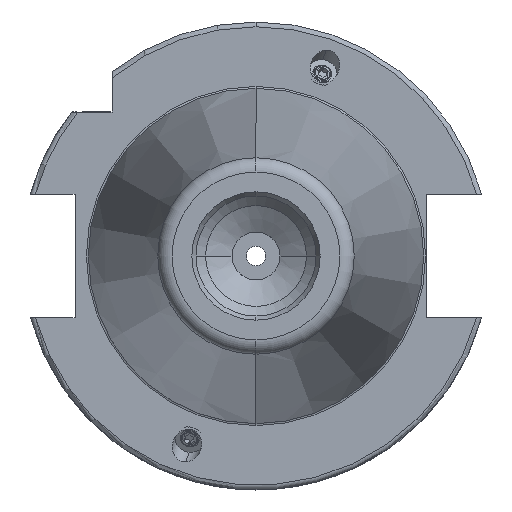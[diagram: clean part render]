
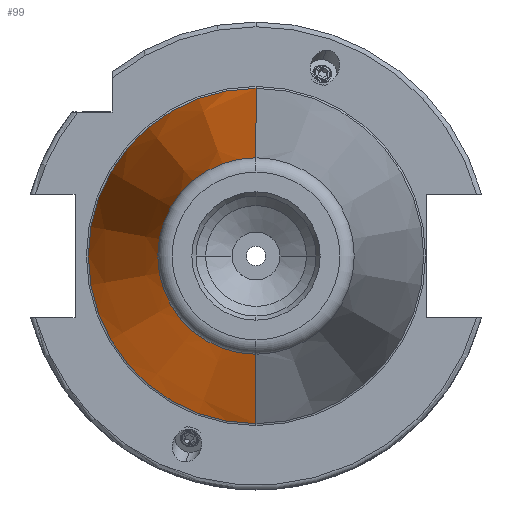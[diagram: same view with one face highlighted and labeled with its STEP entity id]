
A CAD part, left-side view. The second image highlights one B-rep face of the part: STEP entity #99.
In plain terms, the highlighted conical face has half-angle 8.297 degrees and reference radius 34.925 mm.
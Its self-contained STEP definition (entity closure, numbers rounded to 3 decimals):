
#99 = ADVANCED_FACE ( 'NONE', ( #2855 ), #8577, .T. ) ;
#334 = VERTEX_POINT ( 'NONE', #4229 ) ;
#848 = CARTESIAN_POINT ( 'NONE',  ( -99.183, -20.461, 0. ) ) ;
#2062 = EDGE_CURVE ( 'NONE', #8585, #334, #3835, .T. ) ;
#2380 = VECTOR ( 'NONE', #6204, 1000. ) ;
#2438 = VECTOR ( 'NONE', #2859, 1000. ) ;
#2855 = FACE_OUTER_BOUND ( 'NONE', #6646, .T. ) ;
#2859 = DIRECTION ( 'NONE',  ( 0.99, 0.144, 0. ) ) ;
#2944 = CARTESIAN_POINT ( 'NONE',  ( 0., 0., 0. ) ) ;
#2973 = DIRECTION ( 'NONE',  ( -1., 0., 0. ) ) ;
#3296 = ORIENTED_EDGE ( 'NONE', *, *, #7995, .T. ) ;
#3556 = CARTESIAN_POINT ( 'NONE',  ( 0., 34.925, 0. ) ) ;
#3719 = DIRECTION ( 'NONE',  ( -1., 0., 0. ) ) ;
#3835 = LINE ( 'NONE', #6988, #2380 ) ;
#4229 = CARTESIAN_POINT ( 'NONE',  ( 0., -34.925, 0. ) ) ;
#4271 = CARTESIAN_POINT ( 'NONE',  ( 0., 34.925, 0. ) ) ;
#4330 = CARTESIAN_POINT ( 'NONE',  ( 0., 0., 0. ) ) ;
#5115 = CARTESIAN_POINT ( 'NONE',  ( -99.183, 0., 0. ) ) ;
#5466 = AXIS2_PLACEMENT_3D ( 'NONE', #2944, #5916, #8330 ) ;
#5614 = VERTEX_POINT ( 'NONE', #9080 ) ;
#5626 = AXIS2_PLACEMENT_3D ( 'NONE', #5115, #3719, #6874 ) ;
#5895 = DIRECTION ( 'NONE',  ( 0., -1., 0. ) ) ;
#5916 = DIRECTION ( 'NONE',  ( 1., 0., 0. ) ) ;
#6204 = DIRECTION ( 'NONE',  ( 0.99, -0.144, 0. ) ) ;
#6579 = AXIS2_PLACEMENT_3D ( 'NONE', #4330, #2973, #5895 ) ;
#6646 = EDGE_LOOP ( 'NONE', ( #7549, #10025, #3296, #8511 ) ) ;
#6874 = DIRECTION ( 'NONE',  ( 0., -1., 0. ) ) ;
#6892 = VERTEX_POINT ( 'NONE', #4271 ) ;
#6988 = CARTESIAN_POINT ( 'NONE',  ( 0., -34.925, 0. ) ) ;
#7549 = ORIENTED_EDGE ( 'NONE', *, *, #9373, .F. ) ;
#7995 = EDGE_CURVE ( 'NONE', #334, #6892, #9716, .T. ) ;
#8330 = DIRECTION ( 'NONE',  ( 0., 1., 0. ) ) ;
#8334 = LINE ( 'NONE', #3556, #2438 ) ;
#8417 = CIRCLE ( 'NONE', #5626, 20.461 ) ;
#8511 = ORIENTED_EDGE ( 'NONE', *, *, #8621, .F. ) ;
#8577 = CONICAL_SURFACE ( 'NONE', #5466, 34.925, 0.145 ) ;
#8585 = VERTEX_POINT ( 'NONE', #848 ) ;
#8621 = EDGE_CURVE ( 'NONE', #5614, #6892, #8334, .T. ) ;
#9080 = CARTESIAN_POINT ( 'NONE',  ( -99.183, 20.461, 0. ) ) ;
#9373 = EDGE_CURVE ( 'NONE', #8585, #5614, #8417, .T. ) ;
#9716 = CIRCLE ( 'NONE', #6579, 34.925 ) ;
#10025 = ORIENTED_EDGE ( 'NONE', *, *, #2062, .T. ) ;
